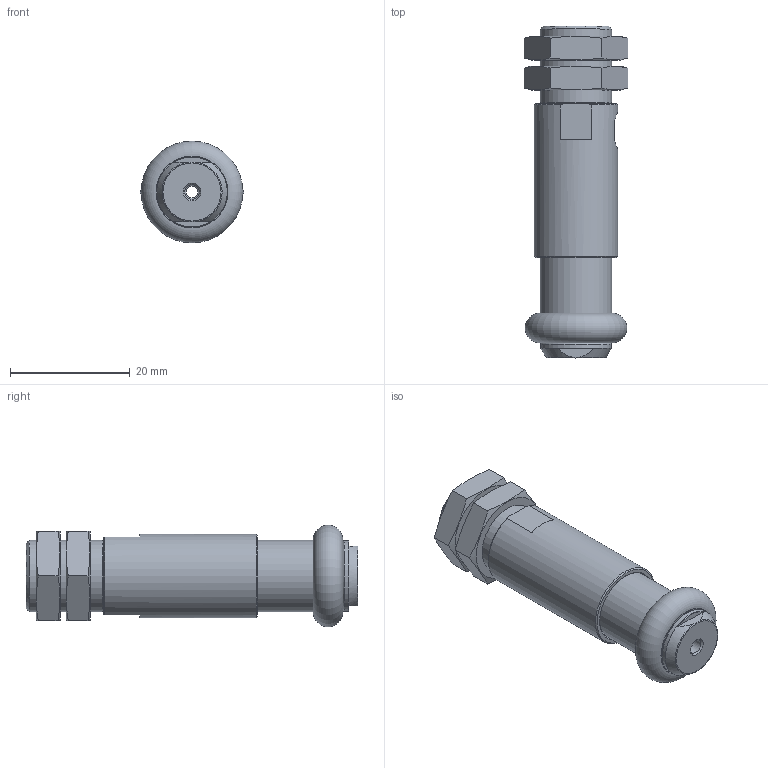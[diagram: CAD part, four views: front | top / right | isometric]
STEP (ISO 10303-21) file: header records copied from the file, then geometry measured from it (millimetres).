
FILE_DESCRIPTION(/* description */ ('STEP AP214'),/* implementation_level */ '2;1');
FILE_NAME(/* name */ '1320778_DHEB-12-E-D-S-P',/* time_stamp */ '2024-08-19T16:16:23+02:00',/* author */ ('License CC BY-ND 4.0'),/* organization */ ('CADENAS'),/* preprocessor_version */ 'ST-DEVELOPER v19.3',/* originating_system */ 'PARTsolutions',/* authorisation */ ' ');
FILE_SCHEMA (('AUTOMOTIVE_DESIGN {1 0 10303 214 3 1 1}'));
Length unit declared in the file: millimetre
Products named in the file (5): 1320778 DHEB-12-E-D-S-P---(AUS); 1364317 DHEB-12-E-D-S-P; 1363129 DHEB-12-E-D-S-P---(AUS); 1448945 DHAS-GB-B14-12-S---(MOD-AUS-D); 348987 SPZ-20 M12X1-4-15
Assembly tree (5 placements, depth 2):
  1320778 DHEB-12-E-D-S-P---(AUS)
    1364317 DHEB-12-E-D-S-P
    1363129 DHEB-12-E-D-S-P---(AUS)
    1448945 DHAS-GB-B14-12-S---(MOD-AUS-D)
    348987 SPZ-20 M12X1-4-15  x2
Bounding box: 17.32 x 55.5 x 17 mm (x, y, z)
Volume: 7594.4 mm3; surface area: 6927.4 mm2
Topology: 5 solids, 5 shells, 84 faces, 181 edges, 114 vertices
Faces by surface type: plane 39, cone 20, cylinder 20, torus 5
Full cylindrical faces by diameter (mm): 2 x1, 2.459 x2, 4 x2, 4.134 x1, 5 x2, 5.2 x2, 5.5 x1, 10.917 x2, 11.8 x1, 12 x3, 14 x1
Entity records: 1850 total; most frequent: CARTESIAN_POINT 371, DIRECTION 294, ORIENTED_EDGE 208, AXIS2_PLACEMENT_3D 138, EDGE_LOOP 126, FACE_BOUND 126, EDGE_CURVE 104, VERTEX_POINT 86
